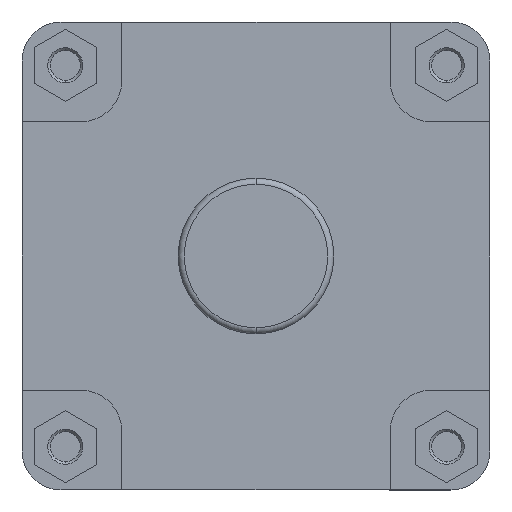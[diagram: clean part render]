
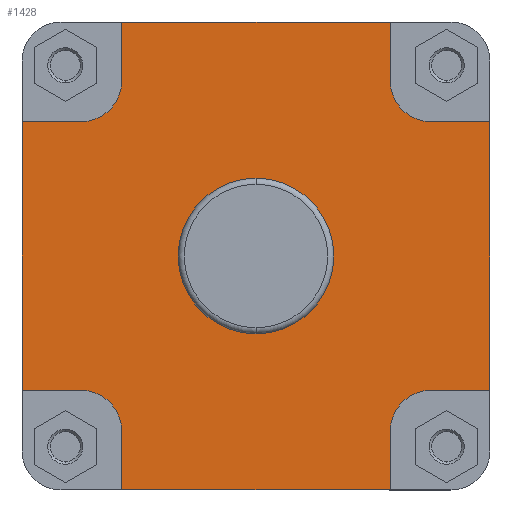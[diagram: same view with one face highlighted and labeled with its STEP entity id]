
A CAD part, left-side view. The second image highlights one B-rep face of the part: STEP entity #1428.
In plain terms, the highlighted planar face has unit normal (-1, 0, 0).
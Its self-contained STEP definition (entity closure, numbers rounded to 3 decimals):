
#335 = ORIENTED_EDGE ( 'NONE', *, *, #3213, .F. ) ;
#337 = ORIENTED_EDGE ( 'NONE', *, *, #3046, .T. ) ;
#340 = ORIENTED_EDGE ( 'NONE', *, *, #2972, .F. ) ;
#342 = ORIENTED_EDGE ( 'NONE', *, *, #2989, .F. ) ;
#352 = ORIENTED_EDGE ( 'NONE', *, *, #3205, .F. ) ;
#359 = ORIENTED_EDGE ( 'NONE', *, *, #2872, .F. ) ;
#361 = ORIENTED_EDGE ( 'NONE', *, *, #2978, .F. ) ;
#362 = ORIENTED_EDGE ( 'NONE', *, *, #2866, .F. ) ;
#363 = ORIENTED_EDGE ( 'NONE', *, *, #3124, .F. ) ;
#364 = ORIENTED_EDGE ( 'NONE', *, *, #3125, .F. ) ;
#365 = ORIENTED_EDGE ( 'NONE', *, *, #3110, .F. ) ;
#367 = ORIENTED_EDGE ( 'NONE', *, *, #3122, .F. ) ;
#368 = ORIENTED_EDGE ( 'NONE', *, *, #3123, .F. ) ;
#379 = ORIENTED_EDGE ( 'NONE', *, *, #3064, .T. ) ;
#380 = ORIENTED_EDGE ( 'NONE', *, *, #3048, .F. ) ;
#383 = ORIENTED_EDGE ( 'NONE', *, *, #2988, .F. ) ;
#384 = ORIENTED_EDGE ( 'NONE', *, *, #2885, .F. ) ;
#385 = ORIENTED_EDGE ( 'NONE', *, *, #2920, .F. ) ;
#774 = CARTESIAN_POINT ( 'NONE',  ( 67., 0., 0. ) ) ;
#782 = DIRECTION ( 'NONE',  ( -1., 0., 0. ) ) ;
#783 = DIRECTION ( 'NONE',  ( 0., 0., 1. ) ) ;
#800 = CARTESIAN_POINT ( 'NONE',  ( 67., -77.5, 135. ) ) ;
#801 = DIRECTION ( 'NONE',  ( 0., 0., -1. ) ) ;
#1428 = ADVANCED_FACE ( 'NONE', ( #4769, #4765 ), #2564, .F. ) ;
#1718 = VERTEX_POINT ( 'NONE', #5161 ) ;
#1719 = VERTEX_POINT ( 'NONE', #5162 ) ;
#1755 = VERTEX_POINT ( 'NONE', #5198 ) ;
#1756 = VERTEX_POINT ( 'NONE', #5199 ) ;
#1757 = VERTEX_POINT ( 'NONE', #5200 ) ;
#1758 = VERTEX_POINT ( 'NONE', #5201 ) ;
#1759 = VERTEX_POINT ( 'NONE', #5202 ) ;
#1760 = VERTEX_POINT ( 'NONE', #5203 ) ;
#1761 = VERTEX_POINT ( 'NONE', #5204 ) ;
#1762 = VERTEX_POINT ( 'NONE', #5205 ) ;
#1763 = VERTEX_POINT ( 'NONE', #5206 ) ;
#1764 = VERTEX_POINT ( 'NONE', #5207 ) ;
#1765 = VERTEX_POINT ( 'NONE', #5208 ) ;
#1766 = VERTEX_POINT ( 'NONE', #5209 ) ;
#1767 = VERTEX_POINT ( 'NONE', #5210 ) ;
#1768 = VERTEX_POINT ( 'NONE', #5211 ) ;
#1769 = VERTEX_POINT ( 'NONE', #5212 ) ;
#1770 = VERTEX_POINT ( 'NONE', #5213 ) ;
#2558 = CARTESIAN_POINT ( 'NONE',  ( 67., 44.9, 0. ) ) ;
#2564 = PLANE ( 'NONE',  #3553 ) ;
#2565 = DIRECTION ( 'NONE',  ( 1., 0., 0. ) ) ;
#2566 = DIRECTION ( 'NONE',  ( 0., 0., -1. ) ) ;
#2866 = EDGE_CURVE ( 'NONE', #1765, #1764, #6255, .T. ) ;
#2872 = EDGE_CURVE ( 'NONE', #1766, #1765, #6263, .T. ) ;
#2885 = EDGE_CURVE ( 'NONE', #1758, #1757, #6282, .T. ) ;
#2920 = EDGE_CURVE ( 'NONE', #1764, #1763, #6336, .T. ) ;
#2972 = EDGE_CURVE ( 'NONE', #1719, #1718, #6421, .T. ) ;
#2978 = EDGE_CURVE ( 'NONE', #1761, #1760, #6425, .T. ) ;
#2988 = EDGE_CURVE ( 'NONE', #1757, #1756, #6432, .T. ) ;
#2989 = EDGE_CURVE ( 'NONE', #1762, #1761, #6451, .T. ) ;
#3046 = EDGE_CURVE ( 'NONE', #1755, #1756, #6553, .T. ) ;
#3048 = EDGE_CURVE ( 'NONE', #1759, #1758, #6557, .T. ) ;
#3064 = EDGE_CURVE ( 'NONE', #1759, #1760, #6580, .T. ) ;
#3110 = EDGE_CURVE ( 'NONE', #1767, #1766, #6661, .T. ) ;
#3122 = EDGE_CURVE ( 'NONE', #1755, #1770, #6681, .T. ) ;
#3123 = EDGE_CURVE ( 'NONE', #1770, #1769, #6688, .T. ) ;
#3124 = EDGE_CURVE ( 'NONE', #1769, #1768, #6687, .T. ) ;
#3125 = EDGE_CURVE ( 'NONE', #1768, #1767, #6676, .T. ) ;
#3205 = EDGE_CURVE ( 'NONE', #1718, #1719, #6824, .T. ) ;
#3213 = EDGE_CURVE ( 'NONE', #1763, #1762, #6835, .T. ) ;
#3553 = AXIS2_PLACEMENT_3D ( 'NONE', #2558, #2565, #2566 ) ;
#3667 = AXIS2_PLACEMENT_3D ( 'NONE', #5456, #5457, #5458 ) ;
#3676 = AXIS2_PLACEMENT_3D ( 'NONE', #5487, #5492, #5493 ) ;
#3711 = AXIS2_PLACEMENT_3D ( 'NONE', #5701, #5702, #5703 ) ;
#3718 = AXIS2_PLACEMENT_3D ( 'NONE', #5739, #5740, #5741 ) ;
#3750 = AXIS2_PLACEMENT_3D ( 'NONE', #6032, #6040, #6041 ) ;
#3775 = AXIS2_PLACEMENT_3D ( 'NONE', #774, #782, #783 ) ;
#4069 = EDGE_LOOP ( 'NONE', ( #352, #340 ) ) ;
#4304 = EDGE_LOOP ( 'NONE', ( #337, #383, #384, #380, #379, #361, #342, #335, #385, #362, #359, #365, #364, #363, #368, #367 ) ) ;
#4765 = FACE_OUTER_BOUND ( 'NONE', #4304, .T. ) ;
#4769 = FACE_BOUND ( 'NONE', #4069, .T. ) ;
#5161 = CARTESIAN_POINT ( 'NONE',  ( 67., 0., 44.9 ) ) ;
#5162 = CARTESIAN_POINT ( 'NONE',  ( 67., 0., -44.9 ) ) ;
#5198 = CARTESIAN_POINT ( 'NONE',  ( 67., 77.5, -135. ) ) ;
#5199 = CARTESIAN_POINT ( 'NONE',  ( 67., -77.5, -135. ) ) ;
#5200 = CARTESIAN_POINT ( 'NONE',  ( 67., -77.5, -101. ) ) ;
#5201 = CARTESIAN_POINT ( 'NONE',  ( 67., -101., -77.5 ) ) ;
#5202 = CARTESIAN_POINT ( 'NONE',  ( 67., -135., -77.5 ) ) ;
#5203 = CARTESIAN_POINT ( 'NONE',  ( 67., -135., 77.5 ) ) ;
#5204 = CARTESIAN_POINT ( 'NONE',  ( 67., -101., 77.5 ) ) ;
#5205 = CARTESIAN_POINT ( 'NONE',  ( 67., -77.5, 101. ) ) ;
#5206 = CARTESIAN_POINT ( 'NONE',  ( 67., -77.5, 135. ) ) ;
#5207 = CARTESIAN_POINT ( 'NONE',  ( 67., 77.5, 135. ) ) ;
#5208 = CARTESIAN_POINT ( 'NONE',  ( 67., 77.5, 101. ) ) ;
#5209 = CARTESIAN_POINT ( 'NONE',  ( 67., 101., 77.5 ) ) ;
#5210 = CARTESIAN_POINT ( 'NONE',  ( 67., 135., 77.5 ) ) ;
#5211 = CARTESIAN_POINT ( 'NONE',  ( 67., 135., -77.5 ) ) ;
#5212 = CARTESIAN_POINT ( 'NONE',  ( 67., 101., -77.5 ) ) ;
#5213 = CARTESIAN_POINT ( 'NONE',  ( 67., 77.5, -101. ) ) ;
#5439 = CARTESIAN_POINT ( 'NONE',  ( 67., 77.5, 101. ) ) ;
#5440 = DIRECTION ( 'NONE',  ( 0., 0., 1. ) ) ;
#5456 = CARTESIAN_POINT ( 'NONE',  ( 67., 101., 101. ) ) ;
#5457 = DIRECTION ( 'NONE',  ( -1., 0., 0. ) ) ;
#5458 = DIRECTION ( 'NONE',  ( 0., 0., -1. ) ) ;
#5487 = CARTESIAN_POINT ( 'NONE',  ( 67., -101., -101. ) ) ;
#5492 = DIRECTION ( 'NONE',  ( -1., 0., 0. ) ) ;
#5493 = DIRECTION ( 'NONE',  ( 0., 0., -1. ) ) ;
#5571 = CARTESIAN_POINT ( 'NONE',  ( 67., -297.141, 135. ) ) ;
#5578 = DIRECTION ( 'NONE',  ( 0., -1., 0. ) ) ;
#5701 = CARTESIAN_POINT ( 'NONE',  ( 67., 0., 0. ) ) ;
#5702 = DIRECTION ( 'NONE',  ( -1., 0., 0. ) ) ;
#5703 = DIRECTION ( 'NONE',  ( 0., 0., 1. ) ) ;
#5705 = CARTESIAN_POINT ( 'NONE',  ( 67., -101., 77.5 ) ) ;
#5716 = DIRECTION ( 'NONE',  ( 0., -1., 0. ) ) ;
#5733 = CARTESIAN_POINT ( 'NONE',  ( 67., -77.5, -101. ) ) ;
#5738 = DIRECTION ( 'NONE',  ( 0., 0., -1. ) ) ;
#5739 = CARTESIAN_POINT ( 'NONE',  ( 67., -101., 101. ) ) ;
#5740 = DIRECTION ( 'NONE',  ( -1., 0., 0. ) ) ;
#5741 = DIRECTION ( 'NONE',  ( 0., 0., -1. ) ) ;
#5863 = CARTESIAN_POINT ( 'NONE',  ( 67., -135., -77.5 ) ) ;
#5864 = CARTESIAN_POINT ( 'NONE',  ( 67., -297.141, -135. ) ) ;
#5865 = DIRECTION ( 'NONE',  ( 0., -1., 0. ) ) ;
#5870 = DIRECTION ( 'NONE',  ( 0., 1., 0. ) ) ;
#5898 = CARTESIAN_POINT ( 'NONE',  ( 67., -135., 0. ) ) ;
#5904 = DIRECTION ( 'NONE',  ( 0., 0., 1. ) ) ;
#6005 = CARTESIAN_POINT ( 'NONE',  ( 67., 135., 77.5 ) ) ;
#6008 = DIRECTION ( 'NONE',  ( 0., -1., 0. ) ) ;
#6032 = CARTESIAN_POINT ( 'NONE',  ( 67., 101., -101. ) ) ;
#6035 = CARTESIAN_POINT ( 'NONE',  ( 67., 101., -77.5 ) ) ;
#6038 = CARTESIAN_POINT ( 'NONE',  ( 67., 77.5, -135. ) ) ;
#6039 = DIRECTION ( 'NONE',  ( 0., 0., 1. ) ) ;
#6040 = DIRECTION ( 'NONE',  ( -1., 0., 0. ) ) ;
#6041 = DIRECTION ( 'NONE',  ( 0., 0., -1. ) ) ;
#6042 = CARTESIAN_POINT ( 'NONE',  ( 67., 135., 0. ) ) ;
#6043 = DIRECTION ( 'NONE',  ( 0., 1., 0. ) ) ;
#6046 = DIRECTION ( 'NONE',  ( 0., 0., 1. ) ) ;
#6255 = LINE ( 'NONE', #5439, #6256 ) ;
#6256 = VECTOR ( 'NONE', #5440, 1000. ) ;
#6263 = CIRCLE ( 'NONE', #3667, 23.5 ) ;
#6282 = CIRCLE ( 'NONE', #3676, 23.5 ) ;
#6328 = VECTOR ( 'NONE', #5578, 1000. ) ;
#6336 = LINE ( 'NONE', #5571, #6328 ) ;
#6421 = CIRCLE ( 'NONE', #3711, 44.9 ) ;
#6425 = LINE ( 'NONE', #5705, #6429 ) ;
#6429 = VECTOR ( 'NONE', #5716, 1000. ) ;
#6432 = LINE ( 'NONE', #5733, #6446 ) ;
#6446 = VECTOR ( 'NONE', #5738, 1000. ) ;
#6451 = CIRCLE ( 'NONE', #3718, 23.5 ) ;
#6547 = VECTOR ( 'NONE', #5870, 1000. ) ;
#6553 = LINE ( 'NONE', #5864, #6554 ) ;
#6554 = VECTOR ( 'NONE', #5865, 1000. ) ;
#6557 = LINE ( 'NONE', #5863, #6547 ) ;
#6580 = LINE ( 'NONE', #5898, #6587 ) ;
#6587 = VECTOR ( 'NONE', #5904, 1000. ) ;
#6661 = LINE ( 'NONE', #6005, #6666 ) ;
#6666 = VECTOR ( 'NONE', #6008, 1000. ) ;
#6676 = LINE ( 'NONE', #6042, #6689 ) ;
#6680 = VECTOR ( 'NONE', #6043, 1000. ) ;
#6681 = LINE ( 'NONE', #6038, #6682 ) ;
#6682 = VECTOR ( 'NONE', #6039, 1000. ) ;
#6687 = LINE ( 'NONE', #6035, #6680 ) ;
#6688 = CIRCLE ( 'NONE', #3750, 23.5 ) ;
#6689 = VECTOR ( 'NONE', #6046, 1000. ) ;
#6824 = CIRCLE ( 'NONE', #3775, 44.9 ) ;
#6835 = LINE ( 'NONE', #800, #6836 ) ;
#6836 = VECTOR ( 'NONE', #801, 1000. ) ;
